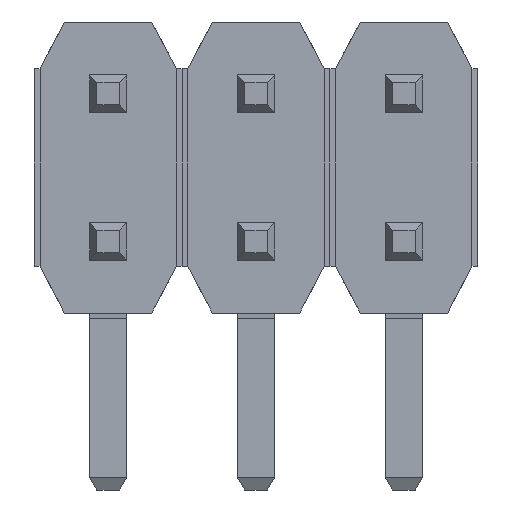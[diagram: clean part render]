
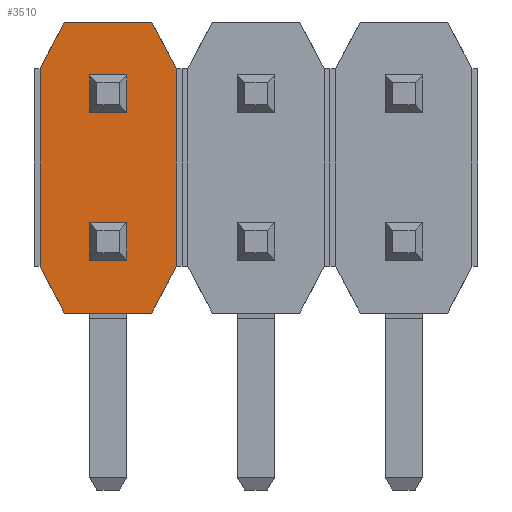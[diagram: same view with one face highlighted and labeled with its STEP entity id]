
A CAD part, front view. The second image highlights one B-rep face of the part: STEP entity #3510.
In plain terms, the highlighted planar face has unit normal (0, -1, 0).
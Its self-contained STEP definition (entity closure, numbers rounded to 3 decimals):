
#193=FACE_BOUND('',#465,.T.);
#194=FACE_BOUND('',#466,.T.);
#264=FACE_OUTER_BOUND('',#464,.T.);
#464=EDGE_LOOP('',(#2591,#2592,#2593,#2594,#2595,#2596,#2597,#2598));
#465=EDGE_LOOP('',(#2599,#2600,#2601,#2602));
#466=EDGE_LOOP('',(#2603,#2604,#2605,#2606));
#636=LINE('',#4849,#1092);
#645=LINE('',#4871,#1101);
#650=LINE('',#4881,#1106);
#653=LINE('',#4886,#1109);
#680=LINE('',#4947,#1136);
#689=LINE('',#4969,#1145);
#694=LINE('',#4979,#1150);
#697=LINE('',#4984,#1153);
#735=LINE('',#5067,#1191);
#745=LINE('',#5087,#1201);
#750=LINE('',#5096,#1206);
#757=LINE('',#5109,#1213);
#759=LINE('',#5112,#1215);
#760=LINE('',#5114,#1216);
#761=LINE('',#5115,#1217);
#762=LINE('',#5116,#1218);
#1092=VECTOR('',#3924,0.64);
#1101=VECTOR('',#3941,0.64);
#1106=VECTOR('',#3950,0.64);
#1109=VECTOR('',#3955,0.64);
#1136=VECTOR('',#4020,0.64);
#1145=VECTOR('',#4037,0.64);
#1150=VECTOR('',#4046,0.64);
#1153=VECTOR('',#4051,0.64);
#1191=VECTOR('',#4133,0.904);
#1201=VECTOR('',#4149,0.904);
#1206=VECTOR('',#4158,0.904);
#1213=VECTOR('',#4173,0.904);
#1215=VECTOR('',#4177,1.5);
#1216=VECTOR('',#4180,3.4);
#1217=VECTOR('',#4181,3.4);
#1218=VECTOR('',#4182,1.5);
#1546=VERTEX_POINT('',#4847);
#1547=VERTEX_POINT('',#4848);
#1556=VERTEX_POINT('',#4870);
#1559=VERTEX_POINT('',#4880);
#1574=VERTEX_POINT('',#4945);
#1575=VERTEX_POINT('',#4946);
#1584=VERTEX_POINT('',#4968);
#1587=VERTEX_POINT('',#4978);
#1610=VERTEX_POINT('',#5064);
#1611=VERTEX_POINT('',#5066);
#1617=VERTEX_POINT('',#5084);
#1618=VERTEX_POINT('',#5086);
#1619=VERTEX_POINT('',#5093);
#1620=VERTEX_POINT('',#5095);
#1621=VERTEX_POINT('',#5106);
#1622=VERTEX_POINT('',#5108);
#1848=EDGE_CURVE('',#1546,#1547,#636,.T.);
#1859=EDGE_CURVE('',#1547,#1556,#645,.T.);
#1864=EDGE_CURVE('',#1559,#1546,#650,.T.);
#1867=EDGE_CURVE('',#1556,#1559,#653,.T.);
#1896=EDGE_CURVE('',#1574,#1575,#680,.T.);
#1907=EDGE_CURVE('',#1575,#1584,#689,.T.);
#1912=EDGE_CURVE('',#1587,#1574,#694,.T.);
#1915=EDGE_CURVE('',#1584,#1587,#697,.T.);
#1955=EDGE_CURVE('',#1611,#1610,#735,.T.);
#1965=EDGE_CURVE('',#1618,#1617,#745,.T.);
#1970=EDGE_CURVE('',#1620,#1619,#750,.T.);
#1977=EDGE_CURVE('',#1622,#1621,#757,.T.);
#1979=EDGE_CURVE('',#1610,#1622,#759,.T.);
#1980=EDGE_CURVE('',#1611,#1617,#760,.T.);
#1981=EDGE_CURVE('',#1620,#1621,#761,.T.);
#1982=EDGE_CURVE('',#1619,#1618,#762,.T.);
#2591=ORIENTED_EDGE('',*,*,#1980,.F.);
#2592=ORIENTED_EDGE('',*,*,#1955,.T.);
#2593=ORIENTED_EDGE('',*,*,#1979,.T.);
#2594=ORIENTED_EDGE('',*,*,#1977,.T.);
#2595=ORIENTED_EDGE('',*,*,#1981,.F.);
#2596=ORIENTED_EDGE('',*,*,#1970,.T.);
#2597=ORIENTED_EDGE('',*,*,#1982,.T.);
#2598=ORIENTED_EDGE('',*,*,#1965,.T.);
#2599=ORIENTED_EDGE('',*,*,#1896,.T.);
#2600=ORIENTED_EDGE('',*,*,#1907,.T.);
#2601=ORIENTED_EDGE('',*,*,#1915,.T.);
#2602=ORIENTED_EDGE('',*,*,#1912,.T.);
#2603=ORIENTED_EDGE('',*,*,#1848,.T.);
#2604=ORIENTED_EDGE('',*,*,#1859,.T.);
#2605=ORIENTED_EDGE('',*,*,#1867,.T.);
#2606=ORIENTED_EDGE('',*,*,#1864,.T.);
#3320=PLANE('',#3733);
#3510=ADVANCED_FACE('',(#264,#193,#194),#3320,.T.);
#3733=AXIS2_PLACEMENT_3D('',#5113,#4178,#4179);
#3924=DIRECTION('',(0.,0.,-1.));
#3941=DIRECTION('',(-1.,0.,0.));
#3950=DIRECTION('',(1.,0.,0.));
#3955=DIRECTION('',(0.,0.,1.));
#4020=DIRECTION('',(0.,0.,-1.));
#4037=DIRECTION('',(-1.,0.,0.));
#4046=DIRECTION('',(1.,0.,0.));
#4051=DIRECTION('',(0.,0.,1.));
#4133=DIRECTION('',(-0.465,0.,0.885));
#4149=DIRECTION('',(0.465,0.,0.885));
#4158=DIRECTION('',(0.465,0.,-0.885));
#4173=DIRECTION('',(-0.465,0.,-0.885));
#4177=DIRECTION('',(-1.,0.,0.));
#4178=DIRECTION('center_axis',(0.,-1.,0.));
#4179=DIRECTION('ref_axis',(-1.,0.,0.));
#4180=DIRECTION('',(0.,0.,-1.));
#4181=DIRECTION('',(0.,0.,1.));
#4182=DIRECTION('',(1.,0.,0.));
#4847=CARTESIAN_POINT('',(0.32,-2.54,-0.95));
#4848=CARTESIAN_POINT('',(0.32,-2.54,-1.59));
#4849=CARTESIAN_POINT('',(0.32,-2.54,-0.95));
#4870=CARTESIAN_POINT('',(-0.32,-2.54,-1.59));
#4871=CARTESIAN_POINT('',(0.32,-2.54,-1.59));
#4880=CARTESIAN_POINT('',(-0.32,-2.54,-0.95));
#4881=CARTESIAN_POINT('',(-0.32,-2.54,-0.95));
#4886=CARTESIAN_POINT('',(-0.32,-2.54,-1.59));
#4945=CARTESIAN_POINT('',(0.32,-2.54,1.59));
#4946=CARTESIAN_POINT('',(0.32,-2.54,0.95));
#4947=CARTESIAN_POINT('',(0.32,-2.54,1.59));
#4968=CARTESIAN_POINT('',(-0.32,-2.54,0.95));
#4969=CARTESIAN_POINT('',(0.32,-2.54,0.95));
#4978=CARTESIAN_POINT('',(-0.32,-2.54,1.59));
#4979=CARTESIAN_POINT('',(-0.32,-2.54,1.59));
#4984=CARTESIAN_POINT('',(-0.32,-2.54,0.95));
#5064=CARTESIAN_POINT('',(0.75,-2.54,2.5));
#5066=CARTESIAN_POINT('',(1.17,-2.54,1.7));
#5067=CARTESIAN_POINT('',(1.17,-2.54,1.7));
#5084=CARTESIAN_POINT('',(1.17,-2.54,-1.7));
#5086=CARTESIAN_POINT('',(0.75,-2.54,-2.5));
#5087=CARTESIAN_POINT('',(0.75,-2.54,-2.5));
#5093=CARTESIAN_POINT('',(-0.75,-2.54,-2.5));
#5095=CARTESIAN_POINT('',(-1.17,-2.54,-1.7));
#5096=CARTESIAN_POINT('',(-1.17,-2.54,-1.7));
#5106=CARTESIAN_POINT('',(-1.17,-2.54,1.7));
#5108=CARTESIAN_POINT('',(-0.75,-2.54,2.5));
#5109=CARTESIAN_POINT('',(-0.75,-2.54,2.5));
#5112=CARTESIAN_POINT('',(0.75,-2.54,2.5));
#5113=CARTESIAN_POINT('Origin',(0.,-2.54,0.));
#5114=CARTESIAN_POINT('',(1.17,-2.54,1.7));
#5115=CARTESIAN_POINT('',(-1.17,-2.54,-1.7));
#5116=CARTESIAN_POINT('',(-0.75,-2.54,-2.5));
